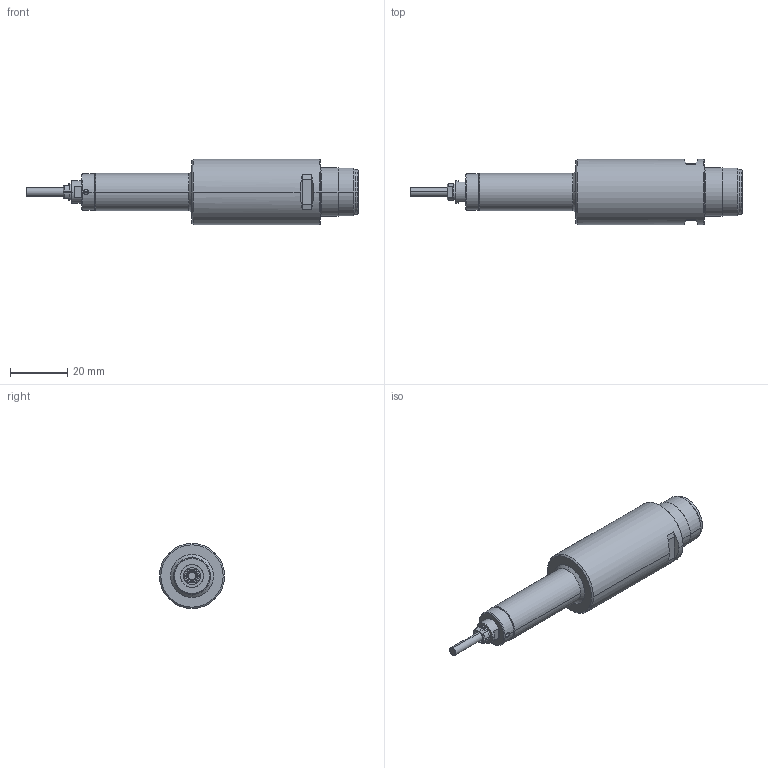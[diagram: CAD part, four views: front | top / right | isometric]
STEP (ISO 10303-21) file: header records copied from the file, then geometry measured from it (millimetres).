
FILE_DESCRIPTION (( 'STEP AP203' ), '1' );
FILE_NAME ('AMH-301.STEP', '2019-04-16T07:50:26', ( '' ), ( '' ), 'SwSTEP 2.0', 'SolidWorks 2013', '' );
FILE_SCHEMA (( 'CONFIG_CONTROL_DESIGN' ));
Length unit declared in the file: millimetre
Products named in the file (1): AMH-301
Bounding box: 116.37 x 22.8 x 22.8 mm (x, y, z)
Surface area: 7490.1 mm2 (no closed solid volume)
Topology: 0 solids, 8 shells, 105 faces, 302 edges, 207 vertices
Faces by surface type: plane 44, cone 30, cylinder 29, bspline 2
Entity records: 4208 total; most frequent: CARTESIAN_POINT 1424, DIRECTION 571, ORIENTED_EDGE 544, EDGE_CURVE 302, AXIS2_PLACEMENT_3D 219, VERTEX_POINT 207, VECTOR 133, LINE 133
